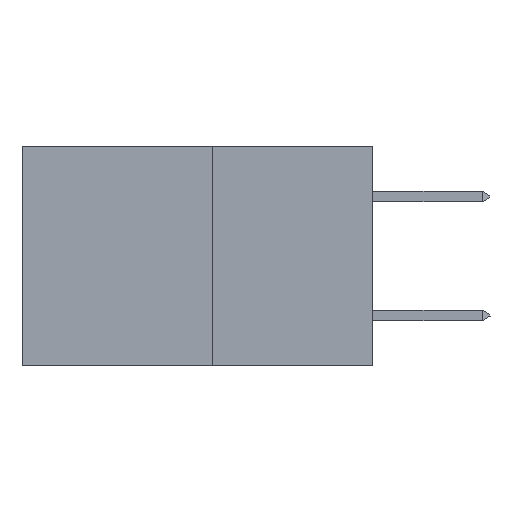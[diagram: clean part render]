
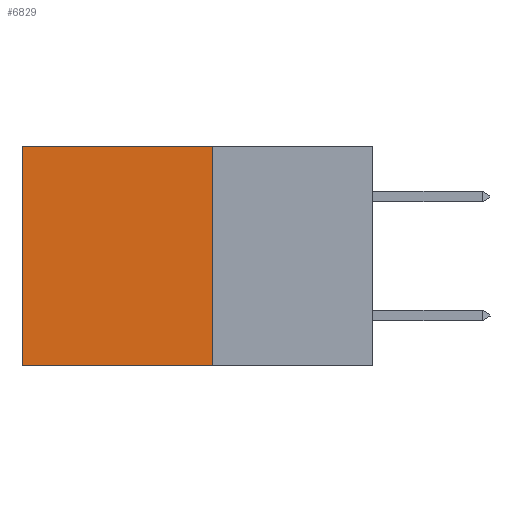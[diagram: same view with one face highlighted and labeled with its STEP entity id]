
A CAD part, left-side view. The second image highlights one B-rep face of the part: STEP entity #6829.
In plain terms, the highlighted planar face has unit normal (-1, 0, 0).
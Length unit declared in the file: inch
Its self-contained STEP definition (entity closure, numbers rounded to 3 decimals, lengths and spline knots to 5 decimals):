
#186 = VERTEX_POINT ( 'NONE', #2619 ) ;
#564 = CARTESIAN_POINT ( 'NONE',  ( 0.277, 0.27, -0.37 ) ) ;
#743 = EDGE_LOOP ( 'NONE', ( #4735, #4686, #4531, #2144 ) ) ;
#919 = VERTEX_POINT ( 'NONE', #2480 ) ;
#1105 = CARTESIAN_POINT ( 'NONE',  ( 0.277, 0.27, -0.37 ) ) ;
#1176 = VECTOR ( 'NONE', #5131, 39.37008 ) ;
#1423 = CARTESIAN_POINT ( 'NONE',  ( 0.277, 0.27, -0.37 ) ) ;
#1576 = AXIS2_PLACEMENT_3D ( 'NONE', #8733, #8971, #8629 ) ;
#2144 = ORIENTED_EDGE ( 'NONE', *, *, #5654, .T. ) ;
#2480 = CARTESIAN_POINT ( 'NONE',  ( 0.277, 0.59, -0.37 ) ) ;
#2619 = CARTESIAN_POINT ( 'NONE',  ( 0.277, 0.59, 0. ) ) ;
#3354 = VECTOR ( 'NONE', #11419, 39.37008 ) ;
#3789 = LINE ( 'NONE', #5232, #1176 ) ;
#4306 = CARTESIAN_POINT ( 'NONE',  ( 0.277, 0.27, 0. ) ) ;
#4341 = LINE ( 'NONE', #1423, #6932 ) ;
#4531 = ORIENTED_EDGE ( 'NONE', *, *, #8550, .F. ) ;
#4591 = EDGE_CURVE ( 'NONE', #186, #919, #7833, .T. ) ;
#4686 = ORIENTED_EDGE ( 'NONE', *, *, #10545, .F. ) ;
#4735 = ORIENTED_EDGE ( 'NONE', *, *, #4591, .T. ) ;
#5131 = DIRECTION ( 'NONE',  ( 0., 1., 0. ) ) ;
#5232 = CARTESIAN_POINT ( 'NONE',  ( 0.277, 0.27, 0. ) ) ;
#5606 = CARTESIAN_POINT ( 'NONE',  ( 0.277, 0.59, -0.37 ) ) ;
#5654 = EDGE_CURVE ( 'NONE', #9758, #186, #3789, .T. ) ;
#5992 = DIRECTION ( 'NONE',  ( 0., 1., 0. ) ) ;
#6312 = DIRECTION ( 'NONE',  ( 0., 0., -1. ) ) ;
#6638 = LINE ( 'NONE', #1105, #8154 ) ;
#6829 = ADVANCED_FACE ( 'NONE', ( #7102 ), #8813, .F. ) ;
#6932 = VECTOR ( 'NONE', #6312, 39.37008 ) ;
#7102 = FACE_OUTER_BOUND ( 'NONE', #743, .T. ) ;
#7833 = LINE ( 'NONE', #5606, #3354 ) ;
#8154 = VECTOR ( 'NONE', #5992, 39.37008 ) ;
#8550 = EDGE_CURVE ( 'NONE', #9758, #10470, #4341, .T. ) ;
#8629 = DIRECTION ( 'NONE',  ( 0., 0., -1. ) ) ;
#8733 = CARTESIAN_POINT ( 'NONE',  ( 0.277, 0.27, -0.37 ) ) ;
#8813 = PLANE ( 'NONE',  #1576 ) ;
#8971 = DIRECTION ( 'NONE',  ( 1., 0., 0. ) ) ;
#9758 = VERTEX_POINT ( 'NONE', #4306 ) ;
#10470 = VERTEX_POINT ( 'NONE', #564 ) ;
#10545 = EDGE_CURVE ( 'NONE', #10470, #919, #6638, .T. ) ;
#11419 = DIRECTION ( 'NONE',  ( 0., 0., -1. ) ) ;
